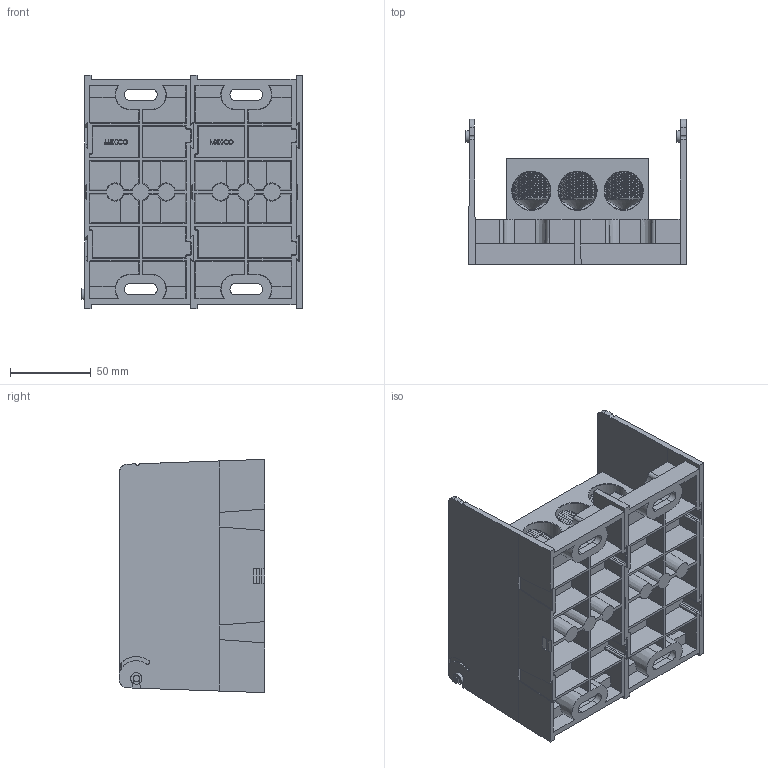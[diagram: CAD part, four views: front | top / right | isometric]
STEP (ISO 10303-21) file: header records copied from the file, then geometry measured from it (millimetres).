
FILE_DESCRIPTION (( 'STEP AP214' ), '1' );
FILE_NAME ('420238.STEP', '2013-09-26T17:21:51', ( '' ), ( '' ), 'SwSTEP 2.0', 'SolidWorks 2013', '' );
FILE_SCHEMA (( 'AUTOMOTIVE_DESIGN' ));
Length unit declared in the file: inch
Products named in the file (1): 420238
Bounding box: 136.78 x 90.17 x 144.78 mm (x, y, z)
Volume: 481408.4 mm3; surface area: 239896.1 mm2
Topology: 12 solids, 12 shells, 1268 faces, 3357 edges, 2192 vertices
Faces by surface type: plane 594, cylinder 334, cone 296, bspline 38, torus 6
Full cylindrical faces by diameter (mm): 4.064 x1, 4.928 x4, 6.909 x2, 7.112 x1, 10.795 x2, 12.7 x2, 21.794 x90, 22.225 x6, 23.647 x84, 23.812 x6
Entity records: 73383 total; most frequent: CARTESIAN_POINT 30073, ORIENTED_EDGE 5274, DIRECTION 4989, EDGE_CURVE 2637, VERTEX_POINT 1888, EDGE_LOOP 1783, AXIS2_PLACEMENT_3D 1706, VECTOR 1577
